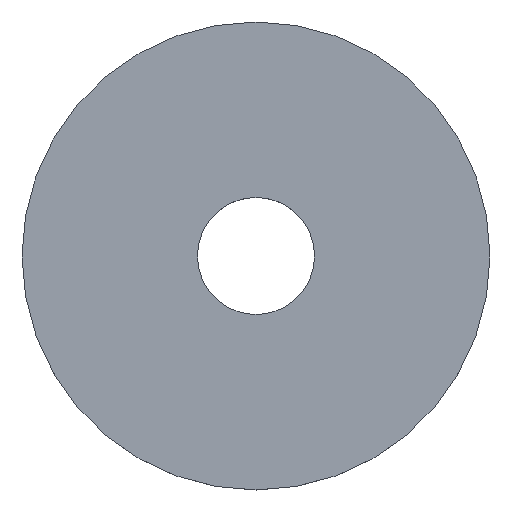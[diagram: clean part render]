
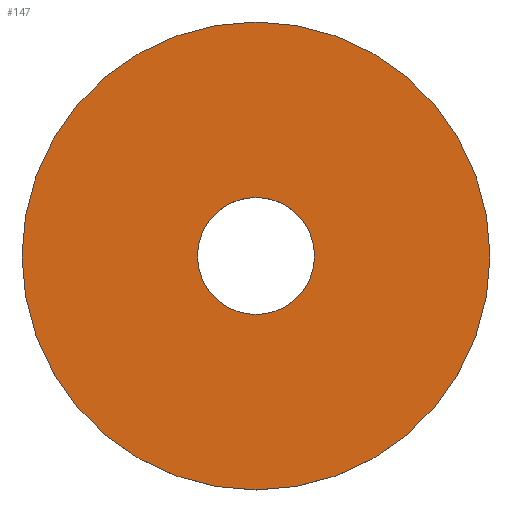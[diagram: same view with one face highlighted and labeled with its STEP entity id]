
A CAD part, top view. The second image highlights one B-rep face of the part: STEP entity #147.
In plain terms, the highlighted planar face has unit normal (0, 0, 1).
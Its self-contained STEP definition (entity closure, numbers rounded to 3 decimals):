
#10 = EDGE_LOOP ( 'NONE', ( #167 ) ) ;
#11 = DIRECTION ( 'NONE',  ( 0., 0., -1. ) ) ;
#15 = PLANE ( 'NONE',  #135 ) ;
#20 = VERTEX_POINT ( 'NONE', #81 ) ;
#24 = DIRECTION ( 'NONE',  ( 0., 1., 0. ) ) ;
#28 = CIRCLE ( 'NONE', #116, 10. ) ;
#38 = CARTESIAN_POINT ( 'NONE',  ( 0., 0., 1. ) ) ;
#42 = AXIS2_PLACEMENT_3D ( 'NONE', #38, #142, #24 ) ;
#49 = EDGE_CURVE ( 'NONE', #20, #20, #28, .T. ) ;
#53 = EDGE_LOOP ( 'NONE', ( #139 ) ) ;
#57 = CARTESIAN_POINT ( 'NONE',  ( 0., 2.5, 1. ) ) ;
#66 = DIRECTION ( 'NONE',  ( 0., 0., 1. ) ) ;
#68 = CIRCLE ( 'NONE', #42, 2.5 ) ;
#77 = FACE_OUTER_BOUND ( 'NONE', #10, .T. ) ;
#79 = CARTESIAN_POINT ( 'NONE',  ( 0., 2.5, 1. ) ) ;
#81 = CARTESIAN_POINT ( 'NONE',  ( 0., 10., 1. ) ) ;
#85 = EDGE_CURVE ( 'NONE', #120, #120, #68, .T. ) ;
#107 = CARTESIAN_POINT ( 'NONE',  ( 0., 0., 1. ) ) ;
#114 = FACE_BOUND ( 'NONE', #53, .T. ) ;
#115 = DIRECTION ( 'NONE',  ( 0., -1., 0. ) ) ;
#116 = AXIS2_PLACEMENT_3D ( 'NONE', #107, #11, #123 ) ;
#120 = VERTEX_POINT ( 'NONE', #79 ) ;
#123 = DIRECTION ( 'NONE',  ( 0., 1., 0. ) ) ;
#135 = AXIS2_PLACEMENT_3D ( 'NONE', #57, #66, #115 ) ;
#139 = ORIENTED_EDGE ( 'NONE', *, *, #85, .T. ) ;
#142 = DIRECTION ( 'NONE',  ( 0., 0., -1. ) ) ;
#147 = ADVANCED_FACE ( 'NONE', ( #114, #77 ), #15, .T. ) ;
#167 = ORIENTED_EDGE ( 'NONE', *, *, #49, .F. ) ;
